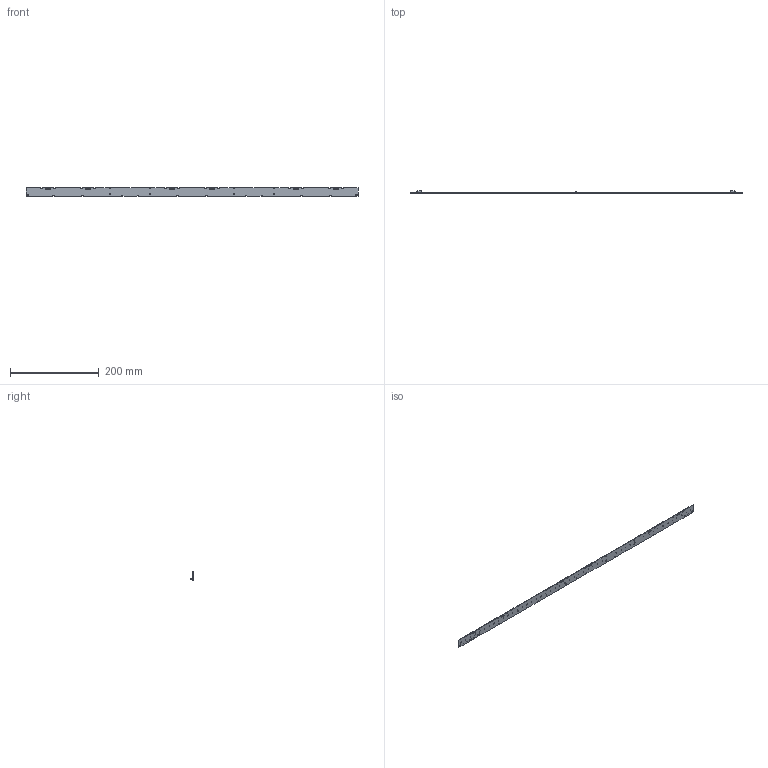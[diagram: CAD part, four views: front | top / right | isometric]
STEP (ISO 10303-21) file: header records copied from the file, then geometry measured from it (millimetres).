
FILE_DESCRIPTION (( 'STEP AP214' ), '1' );
FILE_NAME ('WU-M-560.STEP', '2017-05-10T12:17:35', ( 'Admin' ), ( 'Microsoft' ), 'SwSTEP 2.0', 'SolidWorks 2017', '' );
FILE_SCHEMA (( 'AUTOMOTIVE_DESIGN' ));
Length unit declared in the file: millimetre
Products named in the file (59): Nichia NFSL757GT; 2060_401; DO214AC; PCB-Base WU-M-560; WU-M-560
Assembly tree (54 placements, depth 2):
  Nichia NFSL757GT
  Nichia NFSL757GT
  2060_401
  Nichia NFSL757GT
  Nichia NFSL757GT
Bounding box: 749.57 x 5.96 x 20 mm (x, y, z)
Volume: 24068.4 mm3; surface area: 34190.9 mm2
Topology: 54 solids, 54 shells, 4509 faces, 11737 edges, 7804 vertices
Faces by surface type: plane 3437, cylinder 985, bspline 87
Entity records: 94352 total; most frequent: CARTESIAN_POINT 15824, ORIENTED_EDGE 12134, DIRECTION 11683, EDGE_CURVE 6067, VECTOR 4367, LINE 4367, VERTEX_POINT 4031, AXIS2_PLACEMENT_3D 3658
